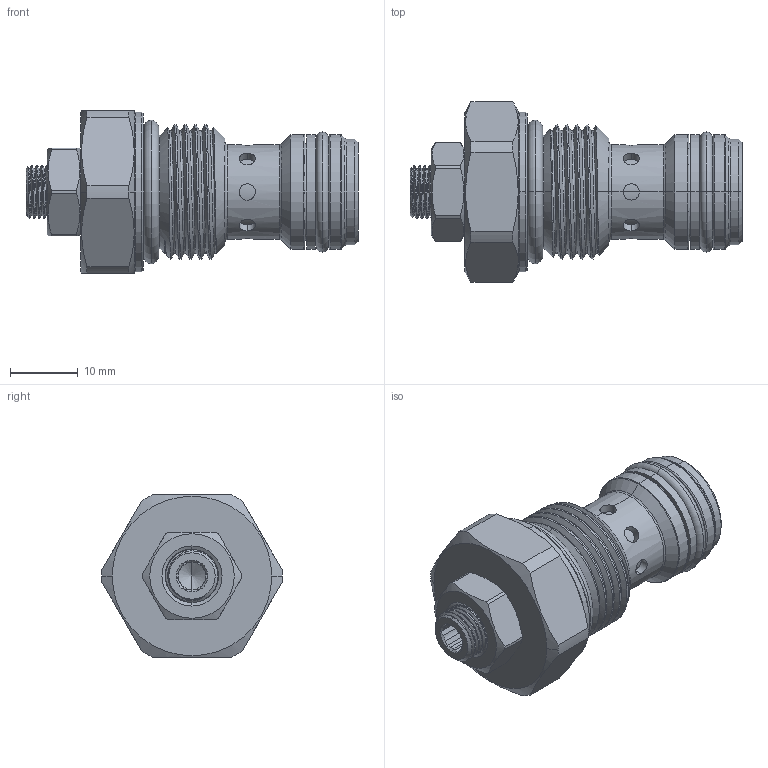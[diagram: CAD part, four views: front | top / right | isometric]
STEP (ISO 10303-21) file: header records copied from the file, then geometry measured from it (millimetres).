
FILE_DESCRIPTION (( 'STEP AP203' ), '1' );
FILE_NAME ('NC20MC21-L.STEP', '2016-06-08T00:19:21', ( '' ), ( '' ), 'SwSTEP 2.0', 'SolidWorks 2012', '' );
FILE_SCHEMA (( 'CONFIG_CONTROL_DESIGN' ));
Length unit declared in the file: millimetre
Products named in the file (1): NC20MC21-L
Bounding box: 49.12 x 26.7 x 24 mm (x, y, z)
Volume: 12045.8 mm3; surface area: 5683 mm2
Topology: 4 solids, 4 shells, 226 faces, 552 edges, 347 vertices
Faces by surface type: cylinder 104, plane 48, cone 35, torus 30, bspline 9
Entity records: 14658 total; most frequent: CARTESIAN_POINT 9461, ORIENTED_EDGE 1100, DIRECTION 1056, EDGE_CURVE 550, AXIS2_PLACEMENT_3D 442, VERTEX_POINT 347, EDGE_LOOP 251, FACE_OUTER_BOUND 226
